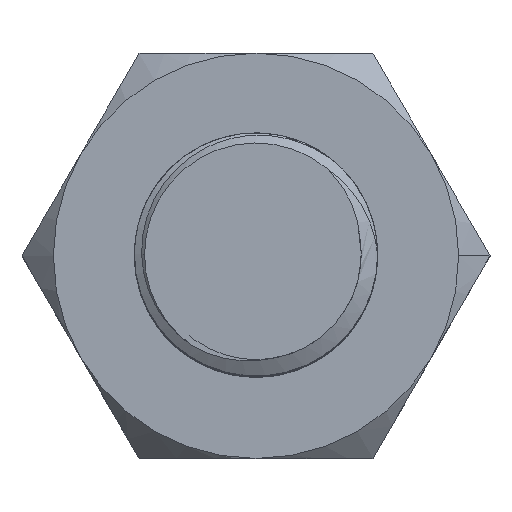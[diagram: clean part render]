
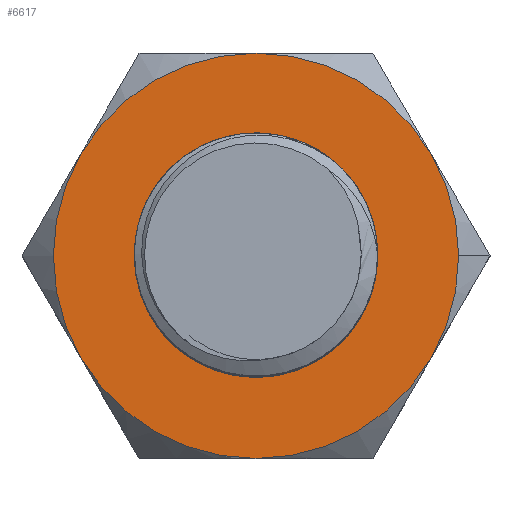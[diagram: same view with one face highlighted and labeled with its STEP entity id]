
A CAD part, top view. The second image highlights one B-rep face of the part: STEP entity #6617.
In plain terms, the highlighted planar face has unit normal (0, 0, 1).
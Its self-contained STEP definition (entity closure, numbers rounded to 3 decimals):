
#63 = DIRECTION ( 'NONE',  ( 1., 0., 0. ) ) ;
#168 = AXIS2_PLACEMENT_3D ( 'NONE', #4232, #517, #1812 ) ;
#255 = AXIS2_PLACEMENT_3D ( 'NONE', #6404, #2620, #6246 ) ;
#356 = VERTEX_POINT ( 'NONE', #1555 ) ;
#384 = DIRECTION ( 'NONE',  ( 0., 0., 1. ) ) ;
#399 = VERTEX_POINT ( 'NONE', #6489 ) ;
#412 = AXIS2_PLACEMENT_3D ( 'NONE', #7514, #6946, #3152 ) ;
#517 = DIRECTION ( 'NONE',  ( 0., 0., 1. ) ) ;
#521 = VERTEX_POINT ( 'NONE', #4707 ) ;
#962 = EDGE_CURVE ( 'NONE', #7435, #399, #6290, .T. ) ;
#1010 = CIRCLE ( 'NONE', #1788, 6. ) ;
#1122 = CARTESIAN_POINT ( 'NONE',  ( 6., 0., 4.5 ) ) ;
#1260 = AXIS2_PLACEMENT_3D ( 'NONE', #5918, #384, #4710 ) ;
#1282 = CIRCLE ( 'NONE', #5537, 10. ) ;
#1393 = EDGE_CURVE ( 'NONE', #4679, #3583, #2343, .T. ) ;
#1467 = DIRECTION ( 'NONE',  ( 1., 0., 0. ) ) ;
#1477 = PLANE ( 'NONE',  #255 ) ;
#1536 = ORIENTED_EDGE ( 'NONE', *, *, #4336, .F. ) ;
#1555 = CARTESIAN_POINT ( 'NONE',  ( 10., 0., 4.5 ) ) ;
#1710 = DIRECTION ( 'NONE',  ( 1., 0., 0. ) ) ;
#1788 = AXIS2_PLACEMENT_3D ( 'NONE', #7245, #2316, #1710 ) ;
#1812 = DIRECTION ( 'NONE',  ( 1., 0., 0. ) ) ;
#1912 = DIRECTION ( 'NONE',  ( 0., 0., 1. ) ) ;
#2173 = AXIS2_PLACEMENT_3D ( 'NONE', #4941, #1912, #63 ) ;
#2316 = DIRECTION ( 'NONE',  ( 0., 0., 1. ) ) ;
#2343 = CIRCLE ( 'NONE', #7638, 10. ) ;
#2443 = AXIS2_PLACEMENT_3D ( 'NONE', #7490, #3283, #1467 ) ;
#2620 = DIRECTION ( 'NONE',  ( 0., 0., 1. ) ) ;
#2692 = EDGE_CURVE ( 'NONE', #521, #7435, #3258, .T. ) ;
#2703 = CIRCLE ( 'NONE', #2443, 10. ) ;
#2705 = VERTEX_POINT ( 'NONE', #1122 ) ;
#2747 = CARTESIAN_POINT ( 'NONE',  ( 0., 0., 4.5 ) ) ;
#2835 = CARTESIAN_POINT ( 'NONE',  ( 0., 0., 4.5 ) ) ;
#2934 = EDGE_CURVE ( 'NONE', #399, #5082, #7767, .T. ) ;
#2968 = EDGE_LOOP ( 'NONE', ( #1536, #3954 ) ) ;
#3152 = DIRECTION ( 'NONE',  ( 1., 0., 0. ) ) ;
#3258 = CIRCLE ( 'NONE', #168, 10. ) ;
#3283 = DIRECTION ( 'NONE',  ( 0., 0., 1. ) ) ;
#3412 = EDGE_CURVE ( 'NONE', #5082, #4679, #4940, .T. ) ;
#3421 = CARTESIAN_POINT ( 'NONE',  ( 8.66, -5., 4.5 ) ) ;
#3424 = EDGE_LOOP ( 'NONE', ( #6914, #6056, #5809, #6157, #5691, #4933, #7941 ) ) ;
#3464 = DIRECTION ( 'NONE',  ( 0., 0., 1. ) ) ;
#3583 = VERTEX_POINT ( 'NONE', #3421 ) ;
#3801 = DIRECTION ( 'NONE',  ( 1., 0., 0. ) ) ;
#3806 = VERTEX_POINT ( 'NONE', #7747 ) ;
#3815 = CARTESIAN_POINT ( 'NONE',  ( 0., -10., 4.5 ) ) ;
#3954 = ORIENTED_EDGE ( 'NONE', *, *, #4800, .F. ) ;
#4232 = CARTESIAN_POINT ( 'NONE',  ( 0., 0., 4.5 ) ) ;
#4336 = EDGE_CURVE ( 'NONE', #3806, #2705, #1010, .T. ) ;
#4548 = FACE_BOUND ( 'NONE', #2968, .T. ) ;
#4568 = DIRECTION ( 'NONE',  ( 1., 0., 0. ) ) ;
#4679 = VERTEX_POINT ( 'NONE', #3815 ) ;
#4707 = CARTESIAN_POINT ( 'NONE',  ( 8.66, 5., 4.5 ) ) ;
#4710 = DIRECTION ( 'NONE',  ( 1., 0., 0. ) ) ;
#4767 = CARTESIAN_POINT ( 'NONE',  ( -8.66, -5., 4.5 ) ) ;
#4800 = EDGE_CURVE ( 'NONE', #2705, #3806, #5528, .T. ) ;
#4933 = ORIENTED_EDGE ( 'NONE', *, *, #3412, .T. ) ;
#4940 = CIRCLE ( 'NONE', #412, 10. ) ;
#4941 = CARTESIAN_POINT ( 'NONE',  ( 0., 0., 4.5 ) ) ;
#5082 = VERTEX_POINT ( 'NONE', #4767 ) ;
#5413 = DIRECTION ( 'NONE',  ( 0., 0., 1. ) ) ;
#5528 = CIRCLE ( 'NONE', #2173, 6. ) ;
#5537 = AXIS2_PLACEMENT_3D ( 'NONE', #2747, #3464, #4568 ) ;
#5691 = ORIENTED_EDGE ( 'NONE', *, *, #2934, .T. ) ;
#5809 = ORIENTED_EDGE ( 'NONE', *, *, #2692, .T. ) ;
#5918 = CARTESIAN_POINT ( 'NONE',  ( 0., 0., 4.5 ) ) ;
#6056 = ORIENTED_EDGE ( 'NONE', *, *, #7144, .T. ) ;
#6157 = ORIENTED_EDGE ( 'NONE', *, *, #962, .T. ) ;
#6226 = AXIS2_PLACEMENT_3D ( 'NONE', #6867, #6981, #3801 ) ;
#6246 = DIRECTION ( 'NONE',  ( 1., 0., 0. ) ) ;
#6268 = CARTESIAN_POINT ( 'NONE',  ( 0., 10., 4.5 ) ) ;
#6290 = CIRCLE ( 'NONE', #1260, 10. ) ;
#6404 = CARTESIAN_POINT ( 'NONE',  ( 0., 0., 4.5 ) ) ;
#6489 = CARTESIAN_POINT ( 'NONE',  ( -8.66, 5., 4.5 ) ) ;
#6617 = ADVANCED_FACE ( 'NONE', ( #4548, #7614 ), #1477, .T. ) ;
#6867 = CARTESIAN_POINT ( 'NONE',  ( 0., 0., 4.5 ) ) ;
#6914 = ORIENTED_EDGE ( 'NONE', *, *, #7547, .T. ) ;
#6946 = DIRECTION ( 'NONE',  ( 0., 0., 1. ) ) ;
#6981 = DIRECTION ( 'NONE',  ( 0., 0., 1. ) ) ;
#7144 = EDGE_CURVE ( 'NONE', #356, #521, #2703, .T. ) ;
#7245 = CARTESIAN_POINT ( 'NONE',  ( 0., 0., 4.5 ) ) ;
#7274 = DIRECTION ( 'NONE',  ( 1., 0., 0. ) ) ;
#7435 = VERTEX_POINT ( 'NONE', #6268 ) ;
#7490 = CARTESIAN_POINT ( 'NONE',  ( 0., 0., 4.5 ) ) ;
#7514 = CARTESIAN_POINT ( 'NONE',  ( 0., 0., 4.5 ) ) ;
#7547 = EDGE_CURVE ( 'NONE', #3583, #356, #1282, .T. ) ;
#7614 = FACE_OUTER_BOUND ( 'NONE', #3424, .T. ) ;
#7638 = AXIS2_PLACEMENT_3D ( 'NONE', #2835, #5413, #7274 ) ;
#7747 = CARTESIAN_POINT ( 'NONE',  ( -6., 0., 4.5 ) ) ;
#7767 = CIRCLE ( 'NONE', #6226, 10. ) ;
#7941 = ORIENTED_EDGE ( 'NONE', *, *, #1393, .T. ) ;
